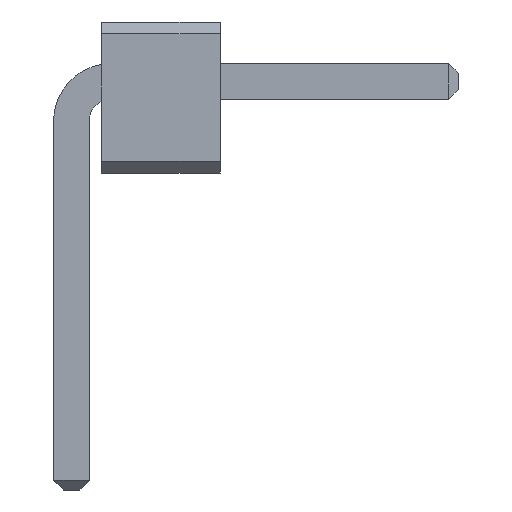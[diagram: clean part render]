
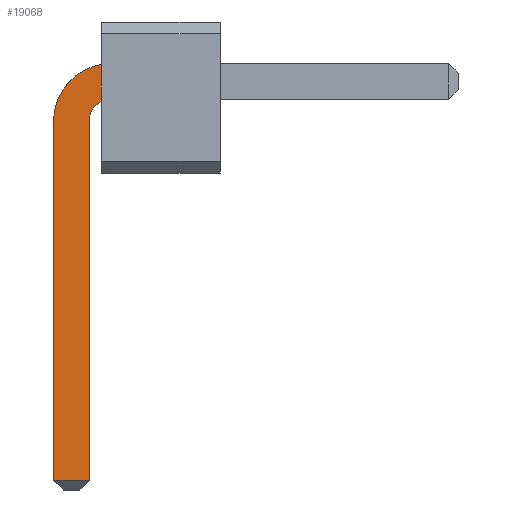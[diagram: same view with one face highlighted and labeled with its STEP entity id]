
A CAD part, front view. The second image highlights one B-rep face of the part: STEP entity #19068.
In plain terms, the highlighted planar face has unit normal (0, -1, 0).
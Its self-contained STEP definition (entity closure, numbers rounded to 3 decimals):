
#6414 = VERTEX_POINT('',#6415);
#6415 = CARTESIAN_POINT('',(0.25,-38.15,0.779));
#6423 = EDGE_CURVE('',#6414,#6424,#6426,.T.);
#6424 = VERTEX_POINT('',#6425);
#6425 = CARTESIAN_POINT('',(0.25,-38.15,0.467));
#6426 = LINE('',#6427,#6428);
#6427 = CARTESIAN_POINT('',(0.25,-38.15,0.1));
#6428 = VECTOR('',#6429,1.);
#6429 = DIRECTION('',(0.,0.,-1.));
#18983 = VERTEX_POINT('',#18984);
#18984 = CARTESIAN_POINT('',(-0.15,-38.15,0.335));
#18990 = EDGE_CURVE('',#18983,#6414,#18991,.T.);
#18991 = CIRCLE('',#18992,0.485);
#18992 = AXIS2_PLACEMENT_3D('',#18993,#18994,#18995);
#18993 = CARTESIAN_POINT('',(0.333,-38.15,0.302));
#18994 = DIRECTION('',(0.,1.,0.));
#18995 = DIRECTION('',(-0.998,0.,
0.069));
#19049 = EDGE_CURVE('',#6424,#19050,#19052,.T.);
#19050 = VERTEX_POINT('',#19051);
#19051 = CARTESIAN_POINT('',(0.15,-38.15,0.335));
#19052 = CIRCLE('',#19053,0.194);
#19053 = AXIS2_PLACEMENT_3D('',#19054,#19055,#19056);
#19054 = CARTESIAN_POINT('',(0.34,-38.15,0.295));
#19055 = DIRECTION('',(0.,-1.,0.));
#19056 = DIRECTION('',(-0.207,0.,0.978
));
#19068 = ADVANCED_FACE('',(#19069),#19096,.F.);
#19069 = FACE_BOUND('',#19070,.F.);
#19070 = EDGE_LOOP('',(#19071,#19072,#19073,#19081,#19089,#19095));
#19071 = ORIENTED_EDGE('',*,*,#6423,.T.);
#19072 = ORIENTED_EDGE('',*,*,#19049,.T.);
#19073 = ORIENTED_EDGE('',*,*,#19074,.T.);
#19074 = EDGE_CURVE('',#19050,#19075,#19077,.T.);
#19075 = VERTEX_POINT('',#19076);
#19076 = CARTESIAN_POINT('',(0.15,-38.15,-2.72));
#19077 = LINE('',#19078,#19079);
#19078 = CARTESIAN_POINT('',(0.15,-38.15,0.335));
#19079 = VECTOR('',#19080,1.);
#19080 = DIRECTION('',(0.,0.,-1.));
#19081 = ORIENTED_EDGE('',*,*,#19082,.T.);
#19082 = EDGE_CURVE('',#19075,#19083,#19085,.T.);
#19083 = VERTEX_POINT('',#19084);
#19084 = CARTESIAN_POINT('',(-0.15,-38.15,-2.72));
#19085 = LINE('',#19086,#19087);
#19086 = CARTESIAN_POINT('',(0.15,-38.15,-2.72));
#19087 = VECTOR('',#19088,1.);
#19088 = DIRECTION('',(-1.,0.,0.));
#19089 = ORIENTED_EDGE('',*,*,#19090,.T.);
#19090 = EDGE_CURVE('',#19083,#18983,#19091,.T.);
#19091 = LINE('',#19092,#19093);
#19092 = CARTESIAN_POINT('',(-0.15,-38.15,-2.8));
#19093 = VECTOR('',#19094,1.);
#19094 = DIRECTION('',(0.,0.,1.));
#19095 = ORIENTED_EDGE('',*,*,#18990,.T.);
#19096 = PLANE('',#19097);
#19097 = AXIS2_PLACEMENT_3D('',#19098,#19099,#19100);
#19098 = CARTESIAN_POINT('',(0.841,-38.15,-0.301));
#19099 = DIRECTION('',(0.,1.,-0.));
#19100 = DIRECTION('',(0.,0.,-1.));
